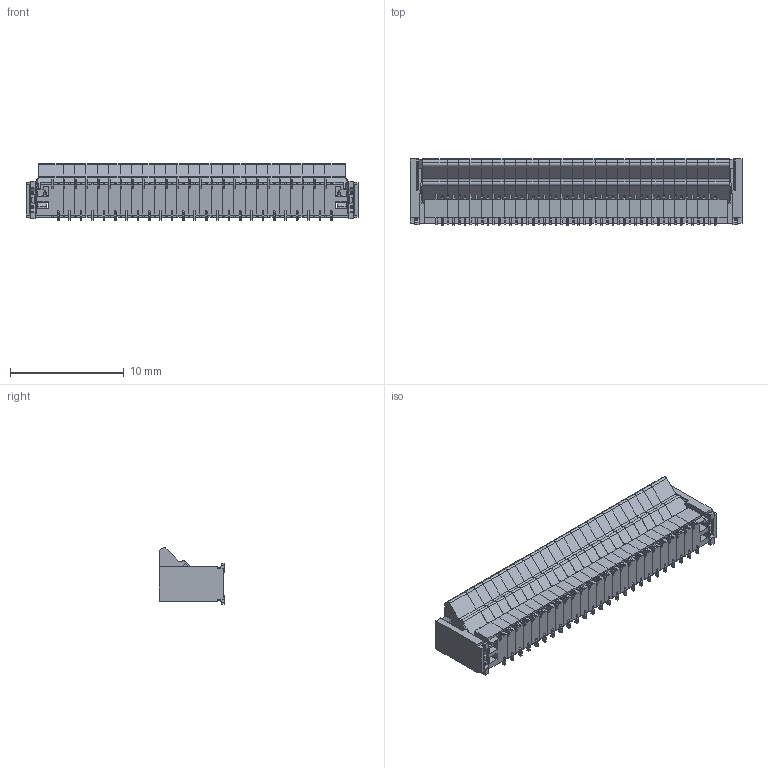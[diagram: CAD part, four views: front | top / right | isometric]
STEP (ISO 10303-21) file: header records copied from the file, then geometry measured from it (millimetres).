
FILE_DESCRIPTION((''),'2;1');
FILE_NAME('F31S_50PIN_ASM','2020-05-25T',('FSA12-PC'),(''),'CREO PARAMETRIC BY PTC INC, 2014500','CREO PARAMETRIC BY PTC INC, 2014500','');
FILE_SCHEMA(('AUTOMOTIVE_DESIGN { 1 0 10303 214 1 1 1 1 }'));
Length unit declared in the file: millimetre
Products named in the file (4): F31S_L1; F31S_M; F31S_R_EVEN; F31S_50PIN_ASM
Assembly tree (25 placements, depth 2):
  F31S_50PIN_ASM
    F31S_L1
    F31S_M  x23
    F31S_R_EVEN
Bounding box: 29.2 x 5.8 x 4.98 mm (x, y, z)
Volume: 440.7 mm3; surface area: 1888.9 mm2
Topology: 25 solids, 25 shells, 4810 faces, 13273 edges, 8355 vertices
Faces by surface type: plane 2584, cylinder 1701, torus 350, sphere 100, bspline 75
Entity records: 27470 total; most frequent: CARTESIAN_POINT 5321, ORIENTED_EDGE 4698, DIRECTION 4450, EDGE_CURVE 2349, VECTOR 1732, LINE 1732, VERTEX_POINT 1513, AXIS2_PLACEMENT_3D 1359
